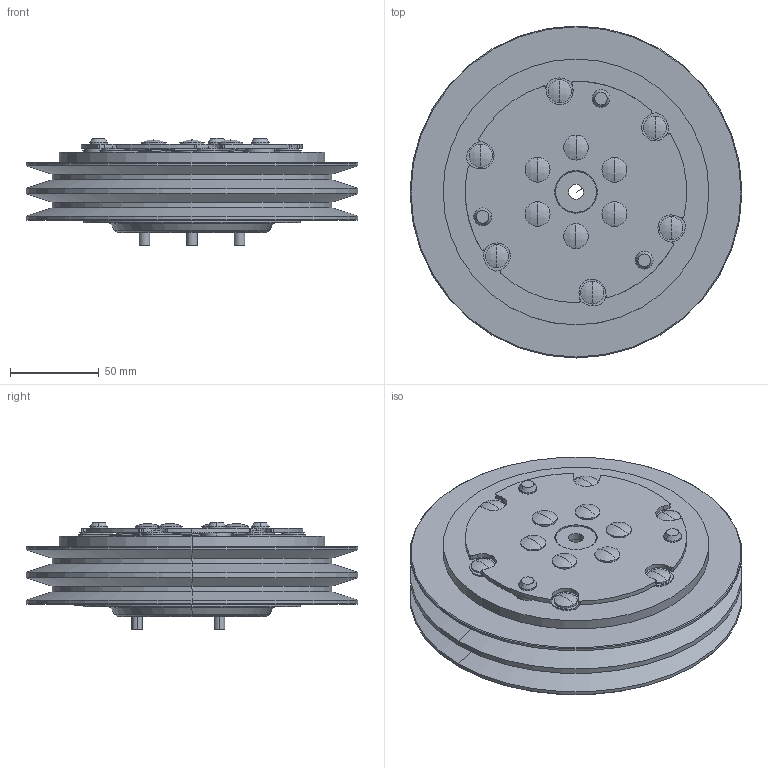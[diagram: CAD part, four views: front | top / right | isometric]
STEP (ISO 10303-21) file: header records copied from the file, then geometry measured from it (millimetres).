
FILE_DESCRIPTION (( 'STEP AP203' ), '1' );
FILE_NAME ('50919100_MA-7_3 8A-2G3_MGCL.STEP', '2016-03-08T06:34:37', ( '' ), ( '' ), 'SwSTEP 2.0', 'SolidWorks 2014', '' );
FILE_SCHEMA (( 'CONFIG_CONTROL_DESIGN' ));
Length unit declared in the file: millimetre
Products named in the file (1): 50919100_MA-7_3 8A-2G3_MGCL
Bounding box: 187.3 x 187.3 x 60.91 mm (x, y, z)
Volume: 877509.6 mm3; surface area: 163261.3 mm2
Topology: 5 solids, 19 shells, 750 faces, 1905 edges, 1201 vertices
Faces by surface type: cylinder 352, plane 264, cone 74, torus 36, sphere 24
Entity records: 23425 total; most frequent: CARTESIAN_POINT 4450, DIRECTION 4339, ORIENTED_EDGE 3786, EDGE_CURVE 1893, AXIS2_PLACEMENT_3D 1831, VERTEX_POINT 1201, CIRCLE 1080, EDGE_LOOP 878
